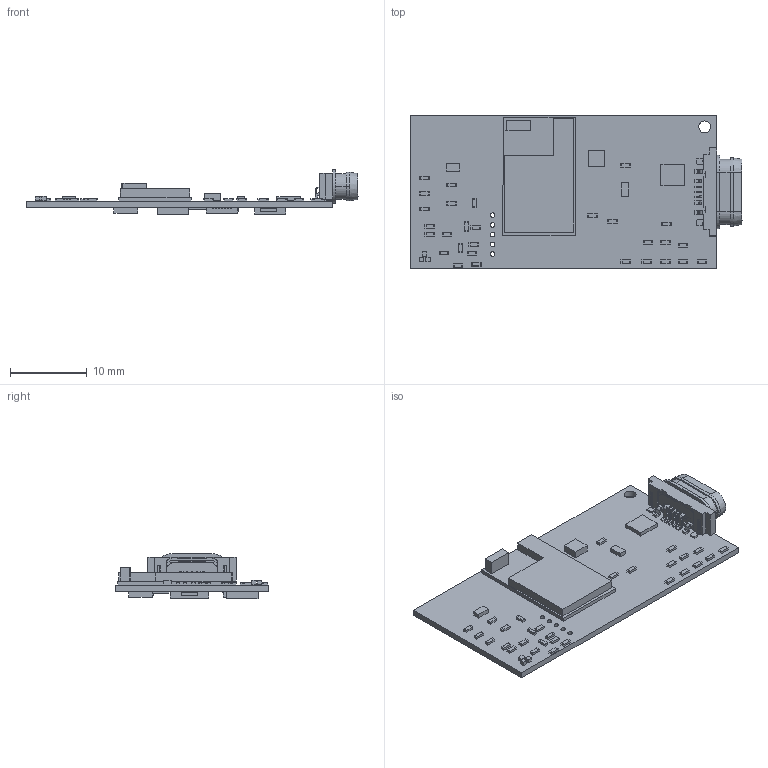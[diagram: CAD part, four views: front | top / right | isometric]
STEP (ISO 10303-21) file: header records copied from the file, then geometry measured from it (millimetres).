
FILE_DESCRIPTION(('Open CASCADE Model'),'2;1');
FILE_NAME('Open CASCADE Shape Model','2019-02-21T19:47:24',('Author'),( 'Open CASCADE'),'Open CASCADE STEP processor 6.8','Open CASCADE 6.8' ,'Unknown');
FILE_SCHEMA(('AUTOMOTIVE_DESIGN { 1 0 10303 214 1 1 1 1 }'));
Length unit declared in the file: millimetre
Products named in the file (101): PCB; Board; Open CASCADE STEP translator 6.8 3.1.1; J1; DX4RNW5HJ3R1000--3DModel-STEP-56544; gasket; micro_USB; micro_usb; micro_usb02; D5; 9256581088; Extruded; 8040042704; M1; 6591797008; 6591796528; 6591796768; U3; 8720614800; Open_CASCADE_STEP_translator_6.8_1.1; Body; Open_CASCADE_STEP_translator_6.8_1.2.1; Thermal_Shape; Pin_Shape; Open_CASCADE_STEP_translator_6.8_1.4.1; R14; 6582769904; 6582769664; L3; 6626631552; D2; 4599342528; D3; 6592145792; D4; C12; C14; C11; C16; C13 ...
Assembly tree (211 placements, depth 5):
  PCB
    Board
      Open CASCADE STEP translator 6.8 3.1.1
    J1
      DX4RNW5HJ3R1000--3DModel-STEP-56544
        gasket
        micro_USB
          micro_usb
          micro_usb02
    D5
      9256581088
        Extruded
      8040042704
        Extruded
    M1
      6591797008
        Extruded
      6591796528
        Extruded
      6591796768
        Extruded
    U3
      8720614800
        Open_CASCADE_STEP_translator_6.8_1.1
        Body
          Open_CASCADE_STEP_translator_6.8_1.2.1
        Thermal_Shape
        Pin_Shape  x28
          Open_CASCADE_STEP_translator_6.8_1.4.1
    R14
      6582769904
        Extruded
      6582769664  x2
        Extruded
    L3
      6626631552
        Extruded
    D2
      4599342528
        Extruded
    D3
      6592145792
        Extruded
    D4
      6592145792
        Extruded
    C12
      6582769904
        Extruded
      6582769664  x2
        Extruded
    C14
      6582769904
        Extruded
      6582769664  x2
        Extruded
    C11
      6582769904
        Extruded
      6582769664  x2
Bounding box: 43.36 x 20 x 5.89 mm (x, y, z)
Volume: 1059.4 mm3; surface area: 3321.5 mm2
Topology: 153 solids, 154 shells, 1784 faces, 4072 edges, 2585 vertices
Faces by surface type: plane 1502, cylinder 229, torus 34, cone 15, sphere 4
Full cylindrical faces by diameter (mm): 0.512 x1, 0.6 x5, 1.55 x1
Entity records: 30051 total; most frequent: DIRECTION 4997, CARTESIAN_POINT 4957, ORIENTED_EDGE 4607, EDGE_CURVE 2304, LINE 1803, VECTOR 1803, AXIS2_PLACEMENT_3D 1597, VERTEX_POINT 1481
